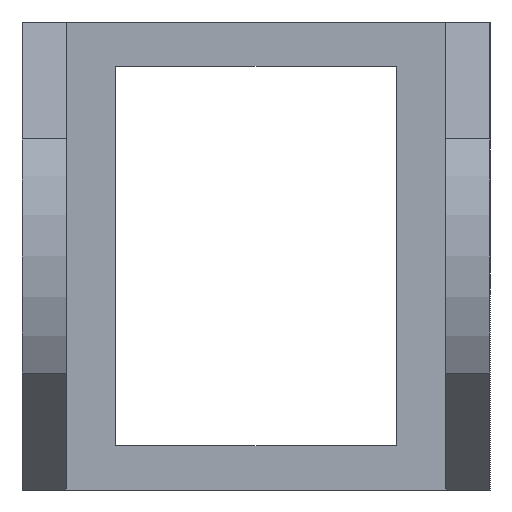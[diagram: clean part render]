
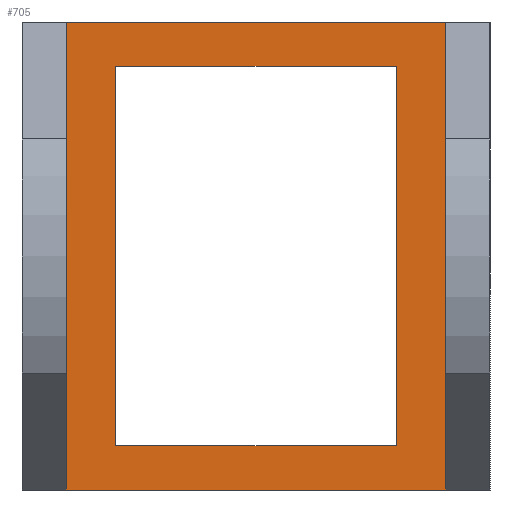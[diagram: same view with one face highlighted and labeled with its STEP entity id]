
A CAD part, left-side view. The second image highlights one B-rep face of the part: STEP entity #705.
In plain terms, the highlighted planar face has unit normal (-1, 0, 0).
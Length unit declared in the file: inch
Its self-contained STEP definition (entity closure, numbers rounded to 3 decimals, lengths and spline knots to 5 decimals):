
#28=FACE_BOUND('',#90,.T.);
#49=FACE_OUTER_BOUND('',#89,.T.);
#89=EDGE_LOOP('',(#541,#542,#543,#544));
#90=EDGE_LOOP('',(#545,#546,#547,#548));
#132=LINE('',#994,#214);
#163=LINE('',#1077,#245);
#169=LINE('',#1087,#251);
#173=LINE('',#1095,#255);
#174=LINE('',#1097,#256);
#175=LINE('',#1098,#257);
#176=LINE('',#1100,#258);
#177=LINE('',#1101,#259);
#214=VECTOR('',#799,0.3937);
#245=VECTOR('',#874,0.3937);
#251=VECTOR('',#884,0.3937);
#255=VECTOR('',#892,0.3937);
#256=VECTOR('',#893,0.3937);
#257=VECTOR('',#894,0.3937);
#258=VECTOR('',#895,0.3937);
#259=VECTOR('',#896,0.3937);
#295=VERTEX_POINT('',#990);
#297=VERTEX_POINT('',#993);
#326=VERTEX_POINT('',#1075);
#327=VERTEX_POINT('',#1076);
#328=VERTEX_POINT('',#1084);
#331=VERTEX_POINT('',#1094);
#332=VERTEX_POINT('',#1096);
#333=VERTEX_POINT('',#1099);
#362=EDGE_CURVE('',#297,#295,#132,.T.);
#402=EDGE_CURVE('',#326,#327,#163,.T.);
#408=EDGE_CURVE('',#328,#295,#169,.T.);
#412=EDGE_CURVE('',#331,#326,#173,.T.);
#413=EDGE_CURVE('',#332,#327,#174,.T.);
#414=EDGE_CURVE('',#331,#332,#175,.T.);
#415=EDGE_CURVE('',#333,#328,#176,.T.);
#416=EDGE_CURVE('',#333,#297,#177,.T.);
#541=ORIENTED_EDGE('',*,*,#412,.T.);
#542=ORIENTED_EDGE('',*,*,#402,.T.);
#543=ORIENTED_EDGE('',*,*,#413,.F.);
#544=ORIENTED_EDGE('',*,*,#414,.F.);
#545=ORIENTED_EDGE('',*,*,#408,.F.);
#546=ORIENTED_EDGE('',*,*,#415,.F.);
#547=ORIENTED_EDGE('',*,*,#416,.T.);
#548=ORIENTED_EDGE('',*,*,#362,.T.);
#673=PLANE('',#765);
#705=ADVANCED_FACE('',(#49,#28),#673,.T.);
#765=AXIS2_PLACEMENT_3D('',#1093,#890,#891);
#799=DIRECTION('',(0.,0.,1.));
#874=DIRECTION('',(0.,0.,-1.));
#884=DIRECTION('',(0.,1.,0.));
#890=DIRECTION('center_axis',(-1.,0.,0.));
#891=DIRECTION('ref_axis',(0.,0.,1.));
#892=DIRECTION('',(0.,1.,0.));
#893=DIRECTION('',(0.,1.,0.));
#894=DIRECTION('',(0.,0.,-1.));
#895=DIRECTION('',(0.,0.,1.));
#896=DIRECTION('',(0.,1.,0.));
#990=CARTESIAN_POINT('',(-0.22638,0.79921,0.40551));
#993=CARTESIAN_POINT('',(-0.22638,0.79921,-0.40551));
#994=CARTESIAN_POINT('',(-0.22638,0.79921,-0.25));
#1075=CARTESIAN_POINT('',(-0.22638,0.90551,0.5));
#1076=CARTESIAN_POINT('',(-0.22638,0.90551,-0.5));
#1077=CARTESIAN_POINT('',(-0.22638,0.90551,-0.25));
#1084=CARTESIAN_POINT('',(-0.22638,0.20079,0.40551));
#1087=CARTESIAN_POINT('',(-0.22638,0.,0.40551));
#1093=CARTESIAN_POINT('Origin',(-0.22638,0.09449,-0.5));
#1094=CARTESIAN_POINT('',(-0.22638,0.09449,0.5));
#1095=CARTESIAN_POINT('',(-0.22638,0.09449,0.5));
#1096=CARTESIAN_POINT('',(-0.22638,0.09449,-0.5));
#1097=CARTESIAN_POINT('',(-0.22638,0.09449,-0.5));
#1098=CARTESIAN_POINT('',(-0.22638,0.09449,-0.25));
#1099=CARTESIAN_POINT('',(-0.22638,0.20079,-0.40551));
#1100=CARTESIAN_POINT('',(-0.22638,0.20079,-0.25));
#1101=CARTESIAN_POINT('',(-0.22638,0.,-0.40551));
